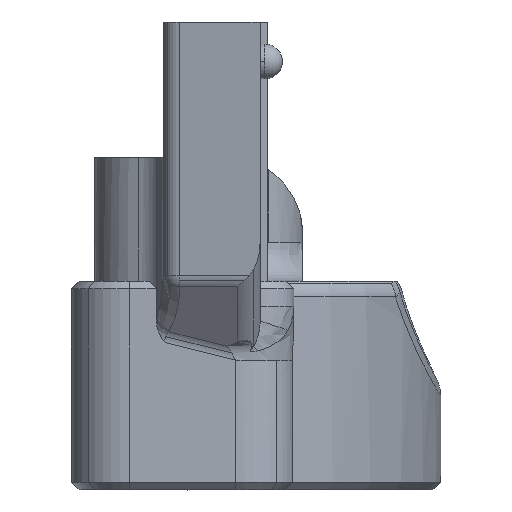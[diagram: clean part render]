
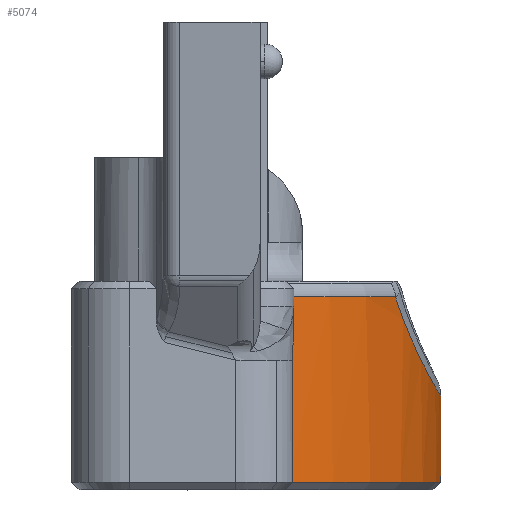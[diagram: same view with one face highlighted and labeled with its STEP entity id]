
A CAD part, left-side view. The second image highlights one B-rep face of the part: STEP entity #5074.
In plain terms, the highlighted cylindrical face has radius 21 mm (diameter 42 mm), a partial arc.
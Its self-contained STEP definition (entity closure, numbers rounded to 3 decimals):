
#140 = VERTEX_POINT ( 'NONE', #3803 ) ;
#442 = DIRECTION ( 'NONE',  ( -0.78, -0.626, 0. ) ) ;
#460 = EDGE_CURVE ( 'NONE', #2645, #6837, #2642, .T. ) ;
#638 = CYLINDRICAL_SURFACE ( 'NONE', #2623, 21. ) ;
#712 = CARTESIAN_POINT ( 'NONE',  ( 30.988, -15.476, -46.159 ) ) ;
#772 = CARTESIAN_POINT ( 'NONE',  ( 29.872, -14.938, -44.647 ) ) ;
#874 = CARTESIAN_POINT ( 'NONE',  ( 23.126, -9.422, -44.647 ) ) ;
#1064 = DIRECTION ( 'NONE',  ( 0., 0., -1. ) ) ;
#1319 = CIRCLE ( 'NONE', #4643, 21. ) ;
#1701 = CIRCLE ( 'NONE', #7268, 21. ) ;
#1833 = CARTESIAN_POINT ( 'NONE',  ( 35.69, -16.933, -49.173 ) ) ;
#1914 = CARTESIAN_POINT ( 'NONE',  ( 31.309, -15.616, -46.496 ) ) ;
#1989 = DIRECTION ( 'NONE',  ( -1., 0., 0. ) ) ;
#2012 = FACE_OUTER_BOUND ( 'NONE', #3684, .T. ) ;
#2460 = CARTESIAN_POINT ( 'NONE',  ( 37.563, -17.209, -49.654 ) ) ;
#2548 = CARTESIAN_POINT ( 'NONE',  ( 39.504, 3.722, -51.701 ) ) ;
#2623 = AXIS2_PLACEMENT_3D ( 'NONE', #2548, #4551, #6908 ) ;
#2642 = B_SPLINE_CURVE_WITH_KNOTS ( 'NONE', 3,
 ( #3718, #8141, #2460, #5008, #1833, #3752, #5796, #4502, #4458, #5751, #6536, #1914, #712, #3297, #3381, #3965 ),
 .UNSPECIFIED., .F., .F.,
 ( 4, 2, 2, 2, 2, 2, 2, 4 ),
 ( 0., 0.003, 0.004, 0.006, 0.007, 0.009, 0.01, 0.012 ),
 .UNSPECIFIED. ) ;
#2645 = VERTEX_POINT ( 'NONE', #7359 ) ;
#3170 = VECTOR ( 'NONE', #4519, 1000. ) ;
#3297 = CARTESIAN_POINT ( 'NONE',  ( 30.39, -15.199, -45.433 ) ) ;
#3381 = CARTESIAN_POINT ( 'NONE',  ( 30.117, -15.065, -45.05 ) ) ;
#3684 = EDGE_LOOP ( 'NONE', ( #5655, #5715, #4427, #3939, #6165 ) ) ;
#3718 = CARTESIAN_POINT ( 'NONE',  ( 39.504, -17.278, -49.758 ) ) ;
#3727 = VERTEX_POINT ( 'NONE', #5861 ) ;
#3752 = CARTESIAN_POINT ( 'NONE',  ( 34.797, -16.748, -48.838 ) ) ;
#3803 = CARTESIAN_POINT ( 'NONE',  ( 39.504, -17.278, -54.214 ) ) ;
#3939 = ORIENTED_EDGE ( 'NONE', *, *, #7713, .F. ) ;
#3945 = CARTESIAN_POINT ( 'NONE',  ( 39.504, 3.722, -44.647 ) ) ;
#3965 = CARTESIAN_POINT ( 'NONE',  ( 29.872, -14.938, -44.647 ) ) ;
#4217 = VECTOR ( 'NONE', #4681, 1000. ) ;
#4427 = ORIENTED_EDGE ( 'NONE', *, *, #7858, .F. ) ;
#4458 = CARTESIAN_POINT ( 'NONE',  ( 33.123, -16.289, -47.957 ) ) ;
#4502 = CARTESIAN_POINT ( 'NONE',  ( 33.53, -16.414, -48.205 ) ) ;
#4519 = DIRECTION ( 'NONE',  ( 0., 0., 1. ) ) ;
#4551 = DIRECTION ( 'NONE',  ( 0., 0., 1. ) ) ;
#4643 = AXIS2_PLACEMENT_3D ( 'NONE', #8160, #1064, #442 ) ;
#4681 = DIRECTION ( 'NONE',  ( 0., 0., 1. ) ) ;
#5008 = CARTESIAN_POINT ( 'NONE',  ( 36.155, -17.014, -49.316 ) ) ;
#5074 = ADVANCED_FACE ( 'NONE', ( #2012 ), #638, .T. ) ;
#5223 = EDGE_CURVE ( 'NONE', #140, #2645, #7114, .T. ) ;
#5274 = LINE ( 'NONE', #6425, #3170 ) ;
#5285 = DIRECTION ( 'NONE',  ( 0., 0., -1. ) ) ;
#5655 = ORIENTED_EDGE ( 'NONE', *, *, #460, .T. ) ;
#5715 = ORIENTED_EDGE ( 'NONE', *, *, #6292, .T. ) ;
#5751 = CARTESIAN_POINT ( 'NONE',  ( 32.355, -16.027, -47.418 ) ) ;
#5796 = CARTESIAN_POINT ( 'NONE',  ( 34.365, -16.644, -48.644 ) ) ;
#5861 = CARTESIAN_POINT ( 'NONE',  ( 23.126, -9.422, -54.214 ) ) ;
#6165 = ORIENTED_EDGE ( 'NONE', *, *, #5223, .T. ) ;
#6292 = EDGE_CURVE ( 'NONE', #6837, #7159, #1701, .T. ) ;
#6425 = CARTESIAN_POINT ( 'NONE',  ( 23.126, -9.422, -51.701 ) ) ;
#6536 = CARTESIAN_POINT ( 'NONE',  ( 31.993, -15.892, -47.126 ) ) ;
#6583 = CARTESIAN_POINT ( 'NONE',  ( 39.504, -17.278, -51.701 ) ) ;
#6837 = VERTEX_POINT ( 'NONE', #772 ) ;
#6908 = DIRECTION ( 'NONE',  ( -0.78, -0.626, 0. ) ) ;
#7114 = LINE ( 'NONE', #6583, #4217 ) ;
#7159 = VERTEX_POINT ( 'NONE', #874 ) ;
#7268 = AXIS2_PLACEMENT_3D ( 'NONE', #3945, #5285, #1989 ) ;
#7359 = CARTESIAN_POINT ( 'NONE',  ( 39.504, -17.278, -49.758 ) ) ;
#7713 = EDGE_CURVE ( 'NONE', #140, #3727, #1319, .T. ) ;
#7858 = EDGE_CURVE ( 'NONE', #3727, #7159, #5274, .T. ) ;
#8141 = CARTESIAN_POINT ( 'NONE',  ( 38.523, -17.278, -49.765 ) ) ;
#8160 = CARTESIAN_POINT ( 'NONE',  ( 39.504, 3.722, -54.214 ) ) ;
